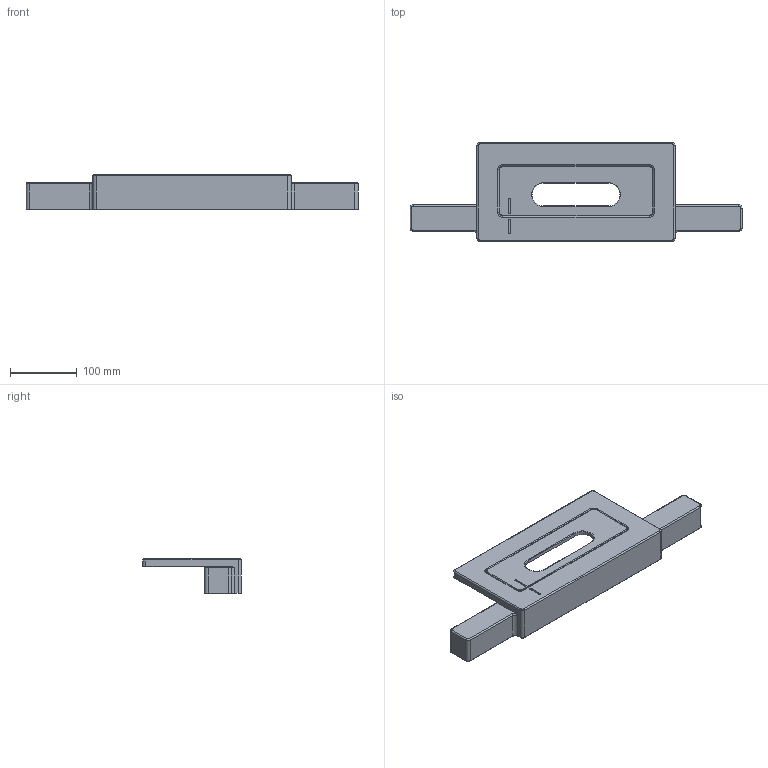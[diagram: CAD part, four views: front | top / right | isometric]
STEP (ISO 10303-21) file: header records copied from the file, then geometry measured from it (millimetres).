
FILE_DESCRIPTION(/* description */ ('Gabarit de défoncage pour charnières invisibles'),/* implementation_level */ '2;1');
FILE_NAME(/* name */ '1575G.stp',/* time_stamp */ '2019-08-05T13:42:45+02:00',/* author */ ('DBA'),/* organization */ (''),/* preprocessor_version */ 'ST-DEVELOPER v17.2',/* originating_system */ 'Autodesk Inventor 2019',/* authorisation */ '');
FILE_SCHEMA (('AUTOMOTIVE_DESIGN { 1 0 10303 214 3 1 1 }'));
Length unit declared in the file: millimetre
Products named in the file (3): 1575G; 1575G-1; 1575G-3
Assembly tree (2 placements, depth 2):
  1575G
    1575G-1
    1575G-3
Bounding box: 497 x 148 x 52 mm (x, y, z)
Volume: 1259169.8 mm3; surface area: 165275.6 mm2
Topology: 2 solids, 2 shells, 163 faces, 389 edges, 231 vertices
Faces by surface type: cylinder 77, plane 43, torus 42, bspline 1
Entity records: 4851 total; most frequent: DIRECTION 920, CARTESIAN_POINT 825, ORIENTED_EDGE 776, EDGE_CURVE 388, AXIS2_PLACEMENT_3D 367, VERTEX_POINT 231, CIRCLE 198, LINE 186
